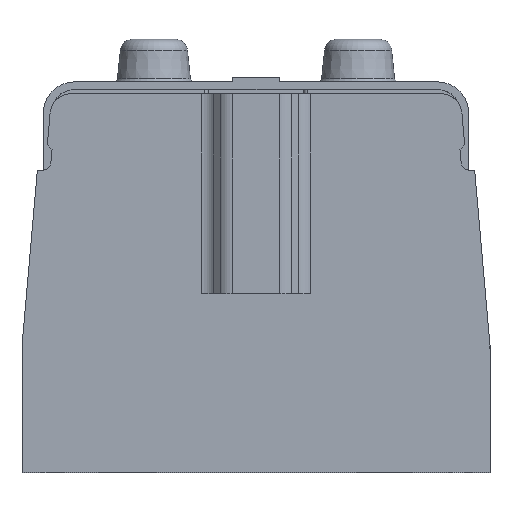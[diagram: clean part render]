
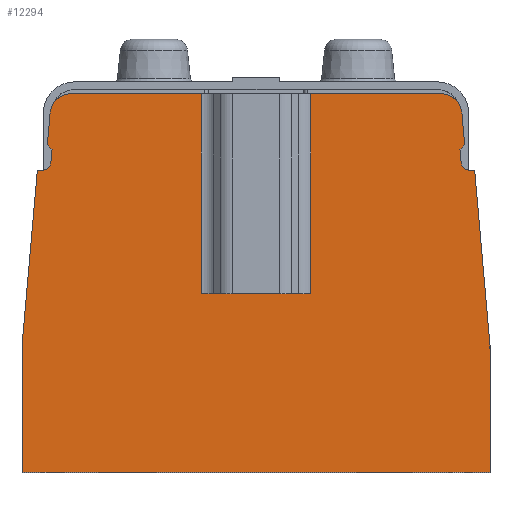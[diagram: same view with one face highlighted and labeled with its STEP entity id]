
A CAD part, top view. The second image highlights one B-rep face of the part: STEP entity #12294.
In plain terms, the highlighted planar face has unit normal (0, 0, 1).
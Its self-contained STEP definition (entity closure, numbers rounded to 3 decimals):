
#846=DIRECTION('',(-1.,0.,0.));
#847=VECTOR('',#846,30.562);
#848=CARTESIAN_POINT('',(43.419,44.5,21.));
#849=LINE('',#848,#847);
#878=DIRECTION('',(-1.,0.,0.));
#879=VECTOR('',#878,30.562);
#880=CARTESIAN_POINT('',(-12.857,44.5,21.));
#881=LINE('',#880,#879);
#1645=CARTESIAN_POINT('',(43.419,39.5,21.));
#1646=DIRECTION('',(0.,0.,-1.));
#1647=DIRECTION('',(0.,1.,0.));
#1648=AXIS2_PLACEMENT_3D('',#1645,#1646,#1647);
#1650=DIRECTION('',(0.087,-0.996,0.));
#1651=VECTOR('',#1650,7.464);
#1652=CARTESIAN_POINT('',(48.4,39.936,21.));
#1653=LINE('',#1652,#1651);
#1654=DIRECTION('',(-0.707,-0.707,0.));
#1655=VECTOR('',#1654,1.566);
#1656=CARTESIAN_POINT('',(49.05,32.5,21.));
#1657=LINE('',#1656,#1655);
#1658=DIRECTION('',(0.087,-0.996,0.));
#1659=VECTOR('',#1658,3.078);
#1660=CARTESIAN_POINT('',(47.943,31.392,21.));
#1661=LINE('',#1660,#1659);
#1662=CARTESIAN_POINT('',(50.203,28.5,21.));
#1663=DIRECTION('',(0.,0.,1.));
#1664=DIRECTION('',(-0.996,-0.087,0.));
#1665=AXIS2_PLACEMENT_3D('',#1662,#1663,#1664);
#1667=DIRECTION('',(0.087,-0.996,0.));
#1668=VECTOR('',#1667,41.306);
#1669=CARTESIAN_POINT('',(51.401,26.5,21.));
#1670=LINE('',#1669,#1668);
#1671=DIRECTION('',(0.087,0.996,0.));
#1672=VECTOR('',#1671,41.306);
#1673=CARTESIAN_POINT('',(-55.,-14.648,21.));
#1674=LINE('',#1673,#1672);
#1675=CARTESIAN_POINT('',(-50.203,28.5,21.));
#1676=DIRECTION('',(0.,0.,1.));
#1677=DIRECTION('',(0.,-1.,0.));
#1678=AXIS2_PLACEMENT_3D('',#1675,#1676,#1677);
#1680=DIRECTION('',(0.087,0.996,0.));
#1681=VECTOR('',#1680,3.078);
#1682=CARTESIAN_POINT('',(-48.21,28.326,21.));
#1683=LINE('',#1682,#1681);
#1684=DIRECTION('',(-0.707,0.707,0.));
#1685=VECTOR('',#1684,1.566);
#1686=CARTESIAN_POINT('',(-47.942,31.392,21.));
#1687=LINE('',#1686,#1685);
#1688=DIRECTION('',(0.087,0.996,0.));
#1689=VECTOR('',#1688,7.464);
#1690=CARTESIAN_POINT('',(-49.05,32.5,21.));
#1691=LINE('',#1690,#1689);
#1692=CARTESIAN_POINT('',(-43.418,39.5,21.));
#1693=DIRECTION('',(0.,0.,-1.));
#1694=DIRECTION('',(-0.996,0.087,0.));
#1695=AXIS2_PLACEMENT_3D('',#1692,#1693,#1694);
#1697=DIRECTION('',(-1.,0.,0.));
#1698=VECTOR('',#1697,25.714);
#1699=CARTESIAN_POINT('',(12.857,-2.5,21.));
#1700=LINE('',#1699,#1698);
#1729=DIRECTION('',(0.,1.,0.));
#1730=VECTOR('',#1729,47.);
#1731=CARTESIAN_POINT('',(-12.857,-2.5,21.));
#1732=LINE('',#1731,#1730);
#1765=DIRECTION('',(0.,-1.,0.));
#1766=VECTOR('',#1765,47.);
#1767=CARTESIAN_POINT('',(12.857,44.5,21.));
#1768=LINE('',#1767,#1766);
#1823=DIRECTION('',(-1.,0.,0.));
#1824=VECTOR('',#1823,1.197);
#1825=CARTESIAN_POINT('',(51.401,26.5,21.));
#1826=LINE('',#1825,#1824);
#1843=DIRECTION('',(0.,1.,0.));
#1844=VECTOR('',#1843,29.852);
#1845=CARTESIAN_POINT('',(55.,-44.5,21.));
#1846=LINE('',#1845,#1844);
#1895=DIRECTION('',(1.,0.,0.));
#1896=VECTOR('',#1895,110.);
#1897=CARTESIAN_POINT('',(-55.,-44.5,21.));
#1898=LINE('',#1897,#1896);
#2212=DIRECTION('',(0.,-1.,0.));
#2213=VECTOR('',#2212,29.852);
#2214=CARTESIAN_POINT('',(-55.,-14.648,21.));
#2215=LINE('',#2214,#2213);
#2228=DIRECTION('',(-1.,0.,0.));
#2229=VECTOR('',#2228,1.197);
#2230=CARTESIAN_POINT('',(-50.203,26.5,21.));
#2231=LINE('',#2230,#2229);
#8286=CARTESIAN_POINT('',(12.857,-2.5,21.));
#8287=CARTESIAN_POINT('',(-12.857,-2.5,21.));
#8288=VERTEX_POINT('',#8286);
#8289=VERTEX_POINT('',#8287);
#8290=CARTESIAN_POINT('',(12.857,44.5,21.));
#8291=VERTEX_POINT('',#8290);
#8292=CARTESIAN_POINT('',(43.419,44.5,21.));
#8293=VERTEX_POINT('',#8292);
#8294=CARTESIAN_POINT('',(48.4,39.936,21.));
#8295=VERTEX_POINT('',#8294);
#8296=CARTESIAN_POINT('',(49.05,32.5,21.));
#8297=VERTEX_POINT('',#8296);
#8298=CARTESIAN_POINT('',(47.943,31.392,21.));
#8299=VERTEX_POINT('',#8298);
#8300=CARTESIAN_POINT('',(48.211,28.326,21.));
#8301=VERTEX_POINT('',#8300);
#8302=CARTESIAN_POINT('',(50.203,26.5,21.));
#8303=VERTEX_POINT('',#8302);
#8304=CARTESIAN_POINT('',(51.401,26.5,21.));
#8305=VERTEX_POINT('',#8304);
#8306=CARTESIAN_POINT('',(55.,-14.648,21.));
#8307=VERTEX_POINT('',#8306);
#8308=CARTESIAN_POINT('',(55.,-44.5,21.));
#8309=VERTEX_POINT('',#8308);
#8310=CARTESIAN_POINT('',(-55.,-44.5,21.));
#8311=VERTEX_POINT('',#8310);
#8312=CARTESIAN_POINT('',(-55.,-14.648,21.));
#8313=VERTEX_POINT('',#8312);
#8314=CARTESIAN_POINT('',(-51.4,26.5,21.));
#8315=VERTEX_POINT('',#8314);
#8316=CARTESIAN_POINT('',(-50.203,26.5,21.));
#8317=VERTEX_POINT('',#8316);
#8318=CARTESIAN_POINT('',(-48.21,28.326,21.));
#8319=VERTEX_POINT('',#8318);
#8320=CARTESIAN_POINT('',(-47.942,31.392,21.));
#8321=VERTEX_POINT('',#8320);
#8322=CARTESIAN_POINT('',(-49.05,32.5,21.));
#8323=VERTEX_POINT('',#8322);
#8324=CARTESIAN_POINT('',(-48.399,39.936,21.));
#8325=VERTEX_POINT('',#8324);
#8326=CARTESIAN_POINT('',(-43.418,44.5,21.));
#8327=VERTEX_POINT('',#8326);
#8328=CARTESIAN_POINT('',(-12.857,44.5,21.));
#8329=VERTEX_POINT('',#8328);
#12247=CARTESIAN_POINT('',(0.,0.,21.));
#12248=DIRECTION('',(0.,0.,1.));
#12249=DIRECTION('',(-1.,0.,0.));
#12250=AXIS2_PLACEMENT_3D('',#12247,#12248,#12249);
#12251=PLANE('',#12250);
#12253=ORIENTED_EDGE('',*,*,#12252,.F.);
#12255=ORIENTED_EDGE('',*,*,#12254,.F.);
#12256=ORIENTED_EDGE('',*,*,#11187,.F.);
#12258=ORIENTED_EDGE('',*,*,#12257,.T.);
#12260=ORIENTED_EDGE('',*,*,#12259,.T.);
#12262=ORIENTED_EDGE('',*,*,#12261,.T.);
#12264=ORIENTED_EDGE('',*,*,#12263,.T.);
#12266=ORIENTED_EDGE('',*,*,#12265,.T.);
#12268=ORIENTED_EDGE('',*,*,#12267,.F.);
#12270=ORIENTED_EDGE('',*,*,#12269,.T.);
#12272=ORIENTED_EDGE('',*,*,#12271,.F.);
#12274=ORIENTED_EDGE('',*,*,#12273,.F.);
#12276=ORIENTED_EDGE('',*,*,#12275,.F.);
#12278=ORIENTED_EDGE('',*,*,#12277,.T.);
#12280=ORIENTED_EDGE('',*,*,#12279,.F.);
#12282=ORIENTED_EDGE('',*,*,#12281,.T.);
#12284=ORIENTED_EDGE('',*,*,#12283,.T.);
#12286=ORIENTED_EDGE('',*,*,#12285,.T.);
#12287=ORIENTED_EDGE('',*,*,#12240,.T.);
#12288=ORIENTED_EDGE('',*,*,#12173,.T.);
#12289=ORIENTED_EDGE('',*,*,#11203,.F.);
#12291=ORIENTED_EDGE('',*,*,#12290,.F.);
#12292=EDGE_LOOP('',(#12253,#12255,#12256,#12258,#12260,#12262,#12264,#12266,
#12268,#12270,#12272,#12274,#12276,#12278,#12280,#12282,#12284,#12286,#12287,
#12288,#12289,#12291));
#12293=FACE_OUTER_BOUND('',#12292,.F.);
#1649=CIRCLE('',#1648,5.);
#1666=CIRCLE('',#1665,2.);
#1679=CIRCLE('',#1678,2.);
#1696=CIRCLE('',#1695,5.);
#11187=EDGE_CURVE('',#8293,#8291,#849,.T.);
#11203=EDGE_CURVE('',#8329,#8327,#881,.T.);
#12173=EDGE_CURVE('',#8325,#8327,#1696,.T.);
#12240=EDGE_CURVE('',#8323,#8325,#1691,.T.);
#12252=EDGE_CURVE('',#8288,#8289,#1700,.T.);
#12254=EDGE_CURVE('',#8291,#8288,#1768,.T.);
#12257=EDGE_CURVE('',#8293,#8295,#1649,.T.);
#12259=EDGE_CURVE('',#8295,#8297,#1653,.T.);
#12261=EDGE_CURVE('',#8297,#8299,#1657,.T.);
#12263=EDGE_CURVE('',#8299,#8301,#1661,.T.);
#12265=EDGE_CURVE('',#8301,#8303,#1666,.T.);
#12267=EDGE_CURVE('',#8305,#8303,#1826,.T.);
#12269=EDGE_CURVE('',#8305,#8307,#1670,.T.);
#12271=EDGE_CURVE('',#8309,#8307,#1846,.T.);
#12273=EDGE_CURVE('',#8311,#8309,#1898,.T.);
#12275=EDGE_CURVE('',#8313,#8311,#2215,.T.);
#12277=EDGE_CURVE('',#8313,#8315,#1674,.T.);
#12279=EDGE_CURVE('',#8317,#8315,#2231,.T.);
#12281=EDGE_CURVE('',#8317,#8319,#1679,.T.);
#12283=EDGE_CURVE('',#8319,#8321,#1683,.T.);
#12285=EDGE_CURVE('',#8321,#8323,#1687,.T.);
#12290=EDGE_CURVE('',#8289,#8329,#1732,.T.);
#12294=ADVANCED_FACE('',(#12293),#12251,.T.);
